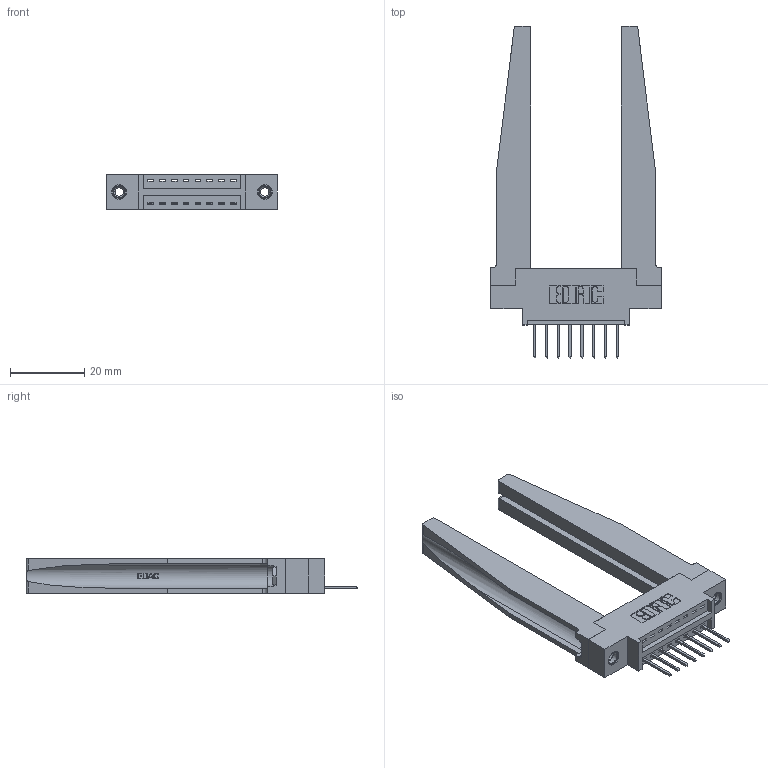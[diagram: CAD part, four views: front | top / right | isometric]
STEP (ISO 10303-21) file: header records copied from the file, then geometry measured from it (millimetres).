
FILE_DESCRIPTION (( 'STEP AP203' ), '1' );
FILE_NAME ('346-008-526-678.STEP', '2022-05-04T21:12:30', ( '' ), ( '' ), 'SwSTEP 2.0', 'SolidWorks 2020', '' );
FILE_SCHEMA (( 'CONFIG_CONTROL_DESIGN' ));
Length unit declared in the file: inch
Products named in the file (5): 345-292-001_345-293-126; 346-220-078_345-220-078; 345-250-001_345-250-001-102; 346 Part_0.170 Offset - 0.156 Dia-TH; 346-008-526-678
Assembly tree (13 placements, depth 2):
  346-008-526-678
    346 Part_0.170 Offset - 0.156 Dia-TH
    345-292-001_345-293-126  x8
    346-220-078_345-220-078  x2
    345-250-001_345-250-001-102  x2
Bounding box: 45.97 x 89.41 x 9.4 mm (x, y, z)
Volume: 10896.3 mm3; surface area: 11341.8 mm2
Topology: 13 solids, 13 shells, 838 faces, 2393 edges, 1574 vertices
Faces by surface type: plane 556, cylinder 230, bspline 36, cone 12, torus 4
Entity records: 14856 total; most frequent: CARTESIAN_POINT 3473, ORIENTED_EDGE 2302, DIRECTION 2089, EDGE_CURVE 1151, LINE 893, VECTOR 893, VERTEX_POINT 760, AXIS2_PLACEMENT_3D 598
